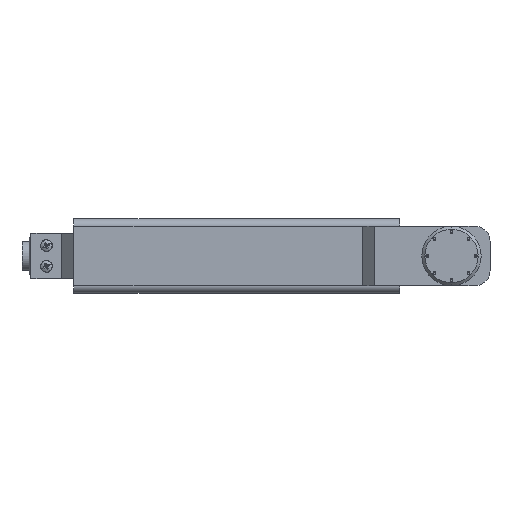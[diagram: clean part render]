
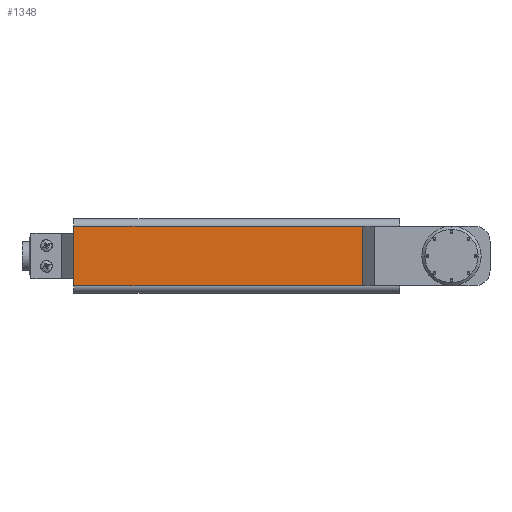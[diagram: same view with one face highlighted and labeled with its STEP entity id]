
A CAD part, front view. The second image highlights one B-rep face of the part: STEP entity #1348.
In plain terms, the highlighted planar face has unit normal (0, -1, 0).
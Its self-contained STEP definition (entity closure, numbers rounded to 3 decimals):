
#28 = DIRECTION ( 'NONE',  ( 0., 0., -1. ) ) ;
#62 = ORIENTED_EDGE ( 'NONE', *, *, #2940, .T. ) ;
#479 = ORIENTED_EDGE ( 'NONE', *, *, #5055, .T. ) ;
#535 = DIRECTION ( 'NONE',  ( 0., -1., 0. ) ) ;
#1119 = DIRECTION ( 'NONE',  ( 0., 0., -1. ) ) ;
#1348 = ADVANCED_FACE ( 'NONE', ( #5721 ), #11026, .T. ) ;
#1390 = ORIENTED_EDGE ( 'NONE', *, *, #6853, .T. ) ;
#1481 = AXIS2_PLACEMENT_3D ( 'NONE', #9398, #6455, #1119 ) ;
#1585 = VERTEX_POINT ( 'NONE', #7374 ) ;
#1611 = ORIENTED_EDGE ( 'NONE', *, *, #3134, .F. ) ;
#1751 = EDGE_CURVE ( 'NONE', #7688, #7133, #6710, .T. ) ;
#1785 = CARTESIAN_POINT ( 'NONE',  ( -414.507, 390.75, -167.075 ) ) ;
#1873 = VECTOR ( 'NONE', #1946, 1000. ) ;
#1946 = DIRECTION ( 'NONE',  ( -1., 0., 0. ) ) ;
#2144 = EDGE_CURVE ( 'NONE', #10373, #7688, #2753, .T. ) ;
#2217 = VECTOR ( 'NONE', #10880, 1000. ) ;
#2753 = LINE ( 'NONE', #7574, #1873 ) ;
#2814 = VECTOR ( 'NONE', #8463, 1000. ) ;
#2940 = EDGE_CURVE ( 'NONE', #7133, #1585, #3852, .T. ) ;
#3134 = EDGE_CURVE ( 'NONE', #4460, #7650, #9233, .T. ) ;
#3249 = LINE ( 'NONE', #9682, #10837 ) ;
#3549 = DIRECTION ( 'NONE',  ( 0., 0., -1. ) ) ;
#3852 = CIRCLE ( 'NONE', #11157, 5. ) ;
#3862 = DIRECTION ( 'NONE',  ( 0., 1., 0. ) ) ;
#3874 = ORIENTED_EDGE ( 'NONE', *, *, #9117, .T. ) ;
#3921 = CARTESIAN_POINT ( 'NONE',  ( -219.507, 390.75, -172.075 ) ) ;
#4249 = DIRECTION ( 'NONE',  ( 0., 0., -1. ) ) ;
#4385 = CARTESIAN_POINT ( 'NONE',  ( -414.557, 390.75, -207.574 ) ) ;
#4460 = VERTEX_POINT ( 'NONE', #7885 ) ;
#4962 = ORIENTED_EDGE ( 'NONE', *, *, #2144, .T. ) ;
#5055 = EDGE_CURVE ( 'NONE', #5635, #10373, #11730, .T. ) ;
#5223 = CARTESIAN_POINT ( 'NONE',  ( -219.507, 390.75, -167.075 ) ) ;
#5577 = ORIENTED_EDGE ( 'NONE', *, *, #1751, .T. ) ;
#5635 = VERTEX_POINT ( 'NONE', #6847 ) ;
#5721 = FACE_OUTER_BOUND ( 'NONE', #10145, .T. ) ;
#5723 = DIRECTION ( 'NONE',  ( 0., 0., -1. ) ) ;
#6455 = DIRECTION ( 'NONE',  ( 0., -1., 0. ) ) ;
#6586 = CARTESIAN_POINT ( 'NONE',  ( -414.507, 390.75, -212.075 ) ) ;
#6606 = ORIENTED_EDGE ( 'NONE', *, *, #10183, .T. ) ;
#6710 = LINE ( 'NONE', #8584, #11513 ) ;
#6847 = CARTESIAN_POINT ( 'NONE',  ( -219.507, 390.75, -212.075 ) ) ;
#6853 = EDGE_CURVE ( 'NONE', #7720, #5635, #11219, .T. ) ;
#7133 = VERTEX_POINT ( 'NONE', #9835 ) ;
#7374 = CARTESIAN_POINT ( 'NONE',  ( -414.557, 390.75, -176.577 ) ) ;
#7574 = CARTESIAN_POINT ( 'NONE',  ( -414.507, 390.75, -172.075 ) ) ;
#7650 = VERTEX_POINT ( 'NONE', #4385 ) ;
#7688 = VERTEX_POINT ( 'NONE', #10563 ) ;
#7720 = VERTEX_POINT ( 'NONE', #8659 ) ;
#7885 = CARTESIAN_POINT ( 'NONE',  ( -414.507, 390.75, -207.572 ) ) ;
#8463 = DIRECTION ( 'NONE',  ( 1., 0., 0. ) ) ;
#8584 = CARTESIAN_POINT ( 'NONE',  ( -414.507, 390.75, -167.075 ) ) ;
#8646 = DIRECTION ( 'NONE',  ( 0., 0., -1. ) ) ;
#8659 = CARTESIAN_POINT ( 'NONE',  ( -414.507, 390.75, -212.075 ) ) ;
#8834 = CARTESIAN_POINT ( 'NONE',  ( -414.686, 390.75, -181.575 ) ) ;
#9117 = EDGE_CURVE ( 'NONE', #1585, #7650, #3249, .T. ) ;
#9233 = CIRCLE ( 'NONE', #10771, 5. ) ;
#9398 = CARTESIAN_POINT ( 'NONE',  ( -414.507, 390.75, -167.075 ) ) ;
#9682 = CARTESIAN_POINT ( 'NONE',  ( -414.557, 390.75, -207.575 ) ) ;
#9835 = CARTESIAN_POINT ( 'NONE',  ( -414.507, 390.75, -176.579 ) ) ;
#10145 = EDGE_LOOP ( 'NONE', ( #1390, #479, #4962, #5577, #62, #3874, #1611, #6606 ) ) ;
#10183 = EDGE_CURVE ( 'NONE', #4460, #7720, #11876, .T. ) ;
#10373 = VERTEX_POINT ( 'NONE', #3921 ) ;
#10563 = CARTESIAN_POINT ( 'NONE',  ( -414.507, 390.75, -172.075 ) ) ;
#10771 = AXIS2_PLACEMENT_3D ( 'NONE', #11395, #3862, #5723 ) ;
#10822 = VECTOR ( 'NONE', #28, 1000. ) ;
#10837 = VECTOR ( 'NONE', #3549, 1000. ) ;
#10880 = DIRECTION ( 'NONE',  ( 0., 0., 1. ) ) ;
#11026 = PLANE ( 'NONE',  #1481 ) ;
#11157 = AXIS2_PLACEMENT_3D ( 'NONE', #8834, #535, #4249 ) ;
#11219 = LINE ( 'NONE', #6586, #2814 ) ;
#11395 = CARTESIAN_POINT ( 'NONE',  ( -414.686, 390.75, -202.575 ) ) ;
#11513 = VECTOR ( 'NONE', #8646, 1000. ) ;
#11730 = LINE ( 'NONE', #5223, #2217 ) ;
#11876 = LINE ( 'NONE', #1785, #10822 ) ;
